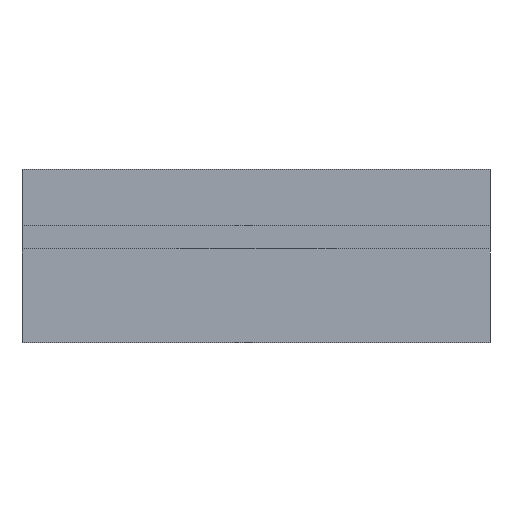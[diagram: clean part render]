
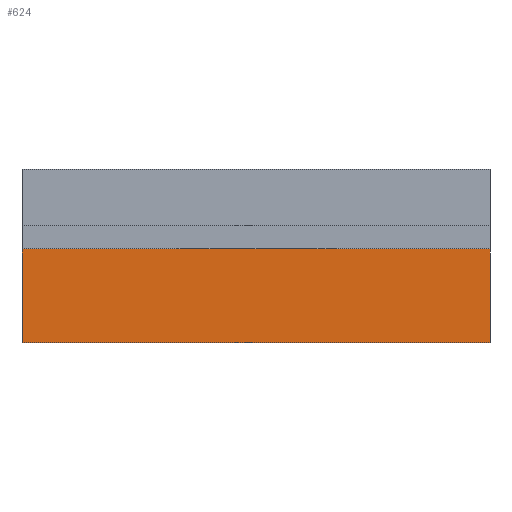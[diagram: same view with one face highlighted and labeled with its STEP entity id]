
A CAD part, front view. The second image highlights one B-rep face of the part: STEP entity #624.
In plain terms, the highlighted planar face has unit normal (0, -1, 0).
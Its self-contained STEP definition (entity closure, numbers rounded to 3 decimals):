
#73=DIRECTION('',(-1.,0.,0.));
#74=VECTOR('',#73,10.);
#75=CARTESIAN_POINT('',(5.,-31.,2.));
#76=LINE('',#75,#74);
#123=DIRECTION('',(0.,0.,-1.));
#124=VECTOR('',#123,2.);
#125=CARTESIAN_POINT('',(5.,-31.,2.));
#126=LINE('',#125,#124);
#135=DIRECTION('',(0.,0.,-1.));
#136=VECTOR('',#135,2.);
#137=CARTESIAN_POINT('',(-5.,-31.,2.));
#138=LINE('',#137,#136);
#139=DIRECTION('',(-1.,0.,0.));
#140=VECTOR('',#139,10.);
#141=CARTESIAN_POINT('',(5.,-31.,0.));
#142=LINE('',#141,#140);
#343=CARTESIAN_POINT('',(-5.,-31.,0.));
#344=VERTEX_POINT('',#343);
#345=CARTESIAN_POINT('',(-5.,-31.,2.));
#346=VERTEX_POINT('',#345);
#357=CARTESIAN_POINT('',(5.,-31.,0.));
#358=VERTEX_POINT('',#357);
#359=CARTESIAN_POINT('',(5.,-31.,2.));
#360=VERTEX_POINT('',#359);
#612=CARTESIAN_POINT('',(0.,-31.,1.));
#613=DIRECTION('',(0.,1.,0.));
#614=DIRECTION('',(0.,0.,1.));
#615=AXIS2_PLACEMENT_3D('',#612,#613,#614);
#616=PLANE('',#615);
#617=ORIENTED_EDGE('',*,*,#525,.F.);
#618=ORIENTED_EDGE('',*,*,#452,.F.);
#619=ORIENTED_EDGE('',*,*,#576,.T.);
#621=ORIENTED_EDGE('',*,*,#620,.T.);
#622=EDGE_LOOP('',(#617,#618,#619,#621));
#623=FACE_OUTER_BOUND('',#622,.F.);
#624=ADVANCED_FACE('',(#623),#616,.F.);
#452=EDGE_CURVE('',#360,#346,#76,.T.);
#525=EDGE_CURVE('',#346,#344,#138,.T.);
#576=EDGE_CURVE('',#360,#358,#126,.T.);
#620=EDGE_CURVE('',#358,#344,#142,.T.);
